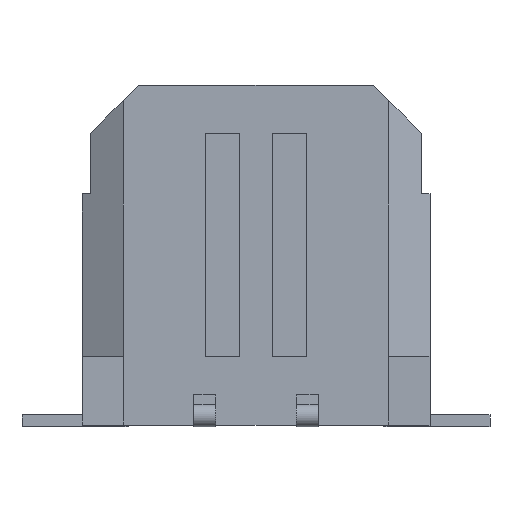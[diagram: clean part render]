
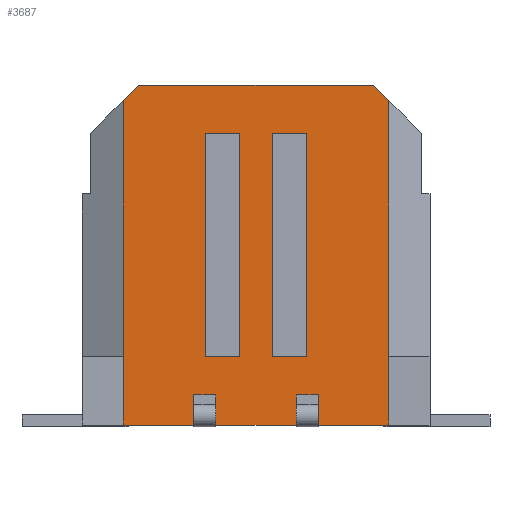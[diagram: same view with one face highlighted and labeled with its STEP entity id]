
A CAD part, front view. The second image highlights one B-rep face of the part: STEP entity #3687.
In plain terms, the highlighted planar face has unit normal (0, -1, 0).
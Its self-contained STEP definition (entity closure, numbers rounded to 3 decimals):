
#53=DIRECTION('',(1.,0.,0.));
#54=VECTOR('',#53,1.);
#55=CARTESIAN_POINT('',(-1.475,-3.43,3.55));
#56=LINE('',#55,#54);
#57=DIRECTION('',(0.,0.,1.));
#58=VECTOR('',#57,6.51);
#59=CARTESIAN_POINT('',(-1.475,-3.43,-2.96));
#60=LINE('',#59,#58);
#61=DIRECTION('',(1.,0.,0.));
#62=VECTOR('',#61,1.);
#63=CARTESIAN_POINT('',(-1.475,-3.43,-2.96));
#64=LINE('',#63,#62);
#65=DIRECTION('',(0.,0.,1.));
#66=VECTOR('',#65,6.51);
#67=CARTESIAN_POINT('',(-0.475,-3.43,-2.96));
#68=LINE('',#67,#66);
#69=DIRECTION('',(1.,0.,0.));
#70=VECTOR('',#69,1.);
#71=CARTESIAN_POINT('',(0.475,-3.43,3.55));
#72=LINE('',#71,#70);
#73=DIRECTION('',(0.,0.,1.));
#74=VECTOR('',#73,6.51);
#75=CARTESIAN_POINT('',(0.475,-3.43,-2.96));
#76=LINE('',#75,#74);
#77=DIRECTION('',(1.,0.,0.));
#78=VECTOR('',#77,1.);
#79=CARTESIAN_POINT('',(0.475,-3.43,-2.96));
#80=LINE('',#79,#78);
#81=DIRECTION('',(0.,0.,1.));
#82=VECTOR('',#81,6.51);
#83=CARTESIAN_POINT('',(1.475,-3.43,-2.96));
#84=LINE('',#83,#82);
#85=DIRECTION('',(0.,0.,1.));
#86=VECTOR('',#85,0.64);
#87=CARTESIAN_POINT('',(-1.18,-3.43,-4.719));
#88=LINE('',#87,#86);
#89=DIRECTION('',(0.,0.,1.));
#90=VECTOR('',#89,0.64);
#91=CARTESIAN_POINT('',(-1.82,-3.43,-4.719));
#92=LINE('',#91,#90);
#93=DIRECTION('',(0.,0.,-1.));
#94=VECTOR('',#93,0.241);
#95=CARTESIAN_POINT('',(-1.82,-3.43,-4.719));
#96=LINE('',#95,#94);
#97=DIRECTION('',(0.,0.,-1.));
#98=VECTOR('',#97,7.46);
#99=CARTESIAN_POINT('',(-3.875,-3.43,4.5));
#100=LINE('',#99,#98);
#101=DIRECTION('',(-0.707,0.,-0.707));
#102=VECTOR('',#101,0.636);
#103=CARTESIAN_POINT('',(-3.425,-3.43,4.95));
#104=LINE('',#103,#102);
#105=DIRECTION('',(1.,0.,0.));
#106=VECTOR('',#105,6.85);
#107=CARTESIAN_POINT('',(-3.425,-3.43,4.95));
#108=LINE('',#107,#106);
#109=DIRECTION('',(-0.707,0.,0.707));
#110=VECTOR('',#109,0.636);
#111=CARTESIAN_POINT('',(3.875,-3.43,4.5));
#112=LINE('',#111,#110);
#113=DIRECTION('',(0.,0.,-1.));
#114=VECTOR('',#113,7.46);
#115=CARTESIAN_POINT('',(3.875,-3.43,4.5));
#116=LINE('',#115,#114);
#117=DIRECTION('',(0.,0.,-1.));
#118=VECTOR('',#117,2.);
#119=CARTESIAN_POINT('',(3.875,-3.43,-2.96));
#120=LINE('',#119,#118);
#121=DIRECTION('',(0.,0.,-1.));
#122=VECTOR('',#121,0.241);
#123=CARTESIAN_POINT('',(1.82,-3.43,-4.719));
#124=LINE('',#123,#122);
#125=DIRECTION('',(0.,0.,1.));
#126=VECTOR('',#125,0.64);
#127=CARTESIAN_POINT('',(1.82,-3.43,-4.719));
#128=LINE('',#127,#126);
#129=DIRECTION('',(0.,0.,1.));
#130=VECTOR('',#129,0.64);
#131=CARTESIAN_POINT('',(1.18,-3.43,-4.719));
#132=LINE('',#131,#130);
#133=DIRECTION('',(0.,0.,-1.));
#134=VECTOR('',#133,0.241);
#135=CARTESIAN_POINT('',(1.18,-3.43,-4.719));
#136=LINE('',#135,#134);
#137=DIRECTION('',(0.,0.,-1.));
#138=VECTOR('',#137,0.241);
#139=CARTESIAN_POINT('',(-1.18,-3.43,-4.719));
#140=LINE('',#139,#138);
#545=DIRECTION('',(-1.,0.,0.));
#546=VECTOR('',#545,0.64);
#547=CARTESIAN_POINT('',(-1.18,-3.43,-4.079));
#548=LINE('',#547,#546);
#1029=DIRECTION('',(-1.,0.,0.));
#1030=VECTOR('',#1029,0.64);
#1031=CARTESIAN_POINT('',(1.82,-3.43,-4.079));
#1032=LINE('',#1031,#1030);
#1093=DIRECTION('',(-1.,0.,0.));
#1094=VECTOR('',#1093,2.055);
#1095=CARTESIAN_POINT('',(-1.82,-3.43,-4.96));
#1096=LINE('',#1095,#1094);
#1101=DIRECTION('',(-1.,0.,0.));
#1102=VECTOR('',#1101,2.055);
#1103=CARTESIAN_POINT('',(3.875,-3.43,-4.96));
#1104=LINE('',#1103,#1102);
#1117=DIRECTION('',(-1.,0.,0.));
#1118=VECTOR('',#1117,2.36);
#1119=CARTESIAN_POINT('',(1.18,-3.43,-4.96));
#1120=LINE('',#1119,#1118);
#2483=DIRECTION('',(0.,0.,-1.));
#2484=VECTOR('',#2483,2.);
#2485=CARTESIAN_POINT('',(-3.875,-3.43,-2.96));
#2486=LINE('',#2485,#2484);
#2687=CARTESIAN_POINT('',(-3.425,-3.43,4.95));
#2688=CARTESIAN_POINT('',(3.425,-3.43,4.95));
#2689=VERTEX_POINT('',#2687);
#2690=VERTEX_POINT('',#2688);
#2783=CARTESIAN_POINT('',(-1.18,-3.43,-4.96));
#2785=VERTEX_POINT('',#2783);
#2787=CARTESIAN_POINT('',(-1.82,-3.43,-4.96));
#2789=VERTEX_POINT('',#2787);
#2791=CARTESIAN_POINT('',(1.82,-3.43,-4.96));
#2793=VERTEX_POINT('',#2791);
#2795=CARTESIAN_POINT('',(1.18,-3.43,-4.96));
#2797=VERTEX_POINT('',#2795);
#2808=CARTESIAN_POINT('',(3.875,-3.43,-2.96));
#2810=VERTEX_POINT('',#2808);
#2812=CARTESIAN_POINT('',(-3.875,-3.43,-2.96));
#2814=VERTEX_POINT('',#2812);
#2821=CARTESIAN_POINT('',(3.875,-3.43,-4.96));
#2822=VERTEX_POINT('',#2821);
#2823=CARTESIAN_POINT('',(-3.875,-3.43,-4.96));
#2824=VERTEX_POINT('',#2823);
#2897=CARTESIAN_POINT('',(1.82,-3.43,-4.719));
#2898=CARTESIAN_POINT('',(1.82,-3.43,-4.079));
#2899=VERTEX_POINT('',#2897);
#2900=VERTEX_POINT('',#2898);
#2901=CARTESIAN_POINT('',(1.18,-3.43,-4.719));
#2902=CARTESIAN_POINT('',(1.18,-3.43,-4.079));
#2903=VERTEX_POINT('',#2901);
#2904=VERTEX_POINT('',#2902);
#2917=CARTESIAN_POINT('',(-1.18,-3.43,-4.719));
#2918=CARTESIAN_POINT('',(-1.18,-3.43,-4.079));
#2919=VERTEX_POINT('',#2917);
#2920=VERTEX_POINT('',#2918);
#2921=CARTESIAN_POINT('',(-1.82,-3.43,-4.719));
#2922=CARTESIAN_POINT('',(-1.82,-3.43,-4.079));
#2923=VERTEX_POINT('',#2921);
#2924=VERTEX_POINT('',#2922);
#3061=CARTESIAN_POINT('',(-1.475,-3.43,3.55));
#3062=CARTESIAN_POINT('',(-0.475,-3.43,3.55));
#3063=VERTEX_POINT('',#3061);
#3064=VERTEX_POINT('',#3062);
#3065=CARTESIAN_POINT('',(0.475,-3.43,3.55));
#3066=CARTESIAN_POINT('',(1.475,-3.43,3.55));
#3067=VERTEX_POINT('',#3065);
#3068=VERTEX_POINT('',#3066);
#3069=CARTESIAN_POINT('',(-1.475,-3.43,-2.96));
#3070=CARTESIAN_POINT('',(-0.475,-3.43,-2.96));
#3071=VERTEX_POINT('',#3069);
#3072=VERTEX_POINT('',#3070);
#3073=CARTESIAN_POINT('',(0.475,-3.43,-2.96));
#3074=CARTESIAN_POINT('',(1.475,-3.43,-2.96));
#3075=VERTEX_POINT('',#3073);
#3076=VERTEX_POINT('',#3074);
#3301=CARTESIAN_POINT('',(3.875,-3.43,4.5));
#3302=VERTEX_POINT('',#3301);
#3303=CARTESIAN_POINT('',(-3.875,-3.43,4.5));
#3304=VERTEX_POINT('',#3303);
#3621=CARTESIAN_POINT('',(-4.825,-3.43,4.95));
#3622=DIRECTION('',(0.,-1.,0.));
#3623=DIRECTION('',(0.,0.,-1.));
#3624=AXIS2_PLACEMENT_3D('',#3621,#3622,#3623);
#3625=PLANE('',#3624);
#3627=ORIENTED_EDGE('',*,*,#3626,.T.);
#3629=ORIENTED_EDGE('',*,*,#3628,.T.);
#3631=ORIENTED_EDGE('',*,*,#3630,.F.);
#3633=ORIENTED_EDGE('',*,*,#3632,.T.);
#3635=ORIENTED_EDGE('',*,*,#3634,.T.);
#3637=ORIENTED_EDGE('',*,*,#3636,.F.);
#3638=ORIENTED_EDGE('',*,*,#3608,.F.);
#3640=ORIENTED_EDGE('',*,*,#3639,.F.);
#3642=ORIENTED_EDGE('',*,*,#3641,.T.);
#3644=ORIENTED_EDGE('',*,*,#3643,.F.);
#3646=ORIENTED_EDGE('',*,*,#3645,.T.);
#3648=ORIENTED_EDGE('',*,*,#3647,.T.);
#3650=ORIENTED_EDGE('',*,*,#3649,.T.);
#3652=ORIENTED_EDGE('',*,*,#3651,.F.);
#3654=ORIENTED_EDGE('',*,*,#3653,.T.);
#3656=ORIENTED_EDGE('',*,*,#3655,.T.);
#3658=ORIENTED_EDGE('',*,*,#3657,.F.);
#3660=ORIENTED_EDGE('',*,*,#3659,.T.);
#3662=ORIENTED_EDGE('',*,*,#3661,.T.);
#3664=ORIENTED_EDGE('',*,*,#3663,.F.);
#3665=EDGE_LOOP('',(#3627,#3629,#3631,#3633,#3635,#3637,#3638,#3640,#3642,#3644,
#3646,#3648,#3650,#3652,#3654,#3656,#3658,#3660,#3662,#3664));
#3666=FACE_OUTER_BOUND('',#3665,.F.);
#3668=ORIENTED_EDGE('',*,*,#3667,.F.);
#3670=ORIENTED_EDGE('',*,*,#3669,.F.);
#3672=ORIENTED_EDGE('',*,*,#3671,.T.);
#3674=ORIENTED_EDGE('',*,*,#3673,.T.);
#3675=EDGE_LOOP('',(#3668,#3670,#3672,#3674));
#3676=FACE_BOUND('',#3675,.F.);
#3678=ORIENTED_EDGE('',*,*,#3677,.F.);
#3680=ORIENTED_EDGE('',*,*,#3679,.F.);
#3682=ORIENTED_EDGE('',*,*,#3681,.T.);
#3684=ORIENTED_EDGE('',*,*,#3683,.T.);
#3685=EDGE_LOOP('',(#3678,#3680,#3682,#3684));
#3686=FACE_BOUND('',#3685,.F.);
#3687=ADVANCED_FACE('',(#3666,#3676,#3686),#3625,.T.);
#3608=EDGE_CURVE('',#3304,#2814,#100,.T.);
#3626=EDGE_CURVE('',#2919,#2920,#88,.T.);
#3628=EDGE_CURVE('',#2920,#2924,#548,.T.);
#3630=EDGE_CURVE('',#2923,#2924,#92,.T.);
#3632=EDGE_CURVE('',#2923,#2789,#96,.T.);
#3634=EDGE_CURVE('',#2789,#2824,#1096,.T.);
#3636=EDGE_CURVE('',#2814,#2824,#2486,.T.);
#3639=EDGE_CURVE('',#2689,#3304,#104,.T.);
#3641=EDGE_CURVE('',#2689,#2690,#108,.T.);
#3643=EDGE_CURVE('',#3302,#2690,#112,.T.);
#3645=EDGE_CURVE('',#3302,#2810,#116,.T.);
#3647=EDGE_CURVE('',#2810,#2822,#120,.T.);
#3649=EDGE_CURVE('',#2822,#2793,#1104,.T.);
#3651=EDGE_CURVE('',#2899,#2793,#124,.T.);
#3653=EDGE_CURVE('',#2899,#2900,#128,.T.);
#3655=EDGE_CURVE('',#2900,#2904,#1032,.T.);
#3657=EDGE_CURVE('',#2903,#2904,#132,.T.);
#3659=EDGE_CURVE('',#2903,#2797,#136,.T.);
#3661=EDGE_CURVE('',#2797,#2785,#1120,.T.);
#3663=EDGE_CURVE('',#2919,#2785,#140,.T.);
#3667=EDGE_CURVE('',#3067,#3068,#72,.T.);
#3669=EDGE_CURVE('',#3075,#3067,#76,.T.);
#3671=EDGE_CURVE('',#3075,#3076,#80,.T.);
#3673=EDGE_CURVE('',#3076,#3068,#84,.T.);
#3677=EDGE_CURVE('',#3063,#3064,#56,.T.);
#3679=EDGE_CURVE('',#3071,#3063,#60,.T.);
#3681=EDGE_CURVE('',#3071,#3072,#64,.T.);
#3683=EDGE_CURVE('',#3072,#3064,#68,.T.);
